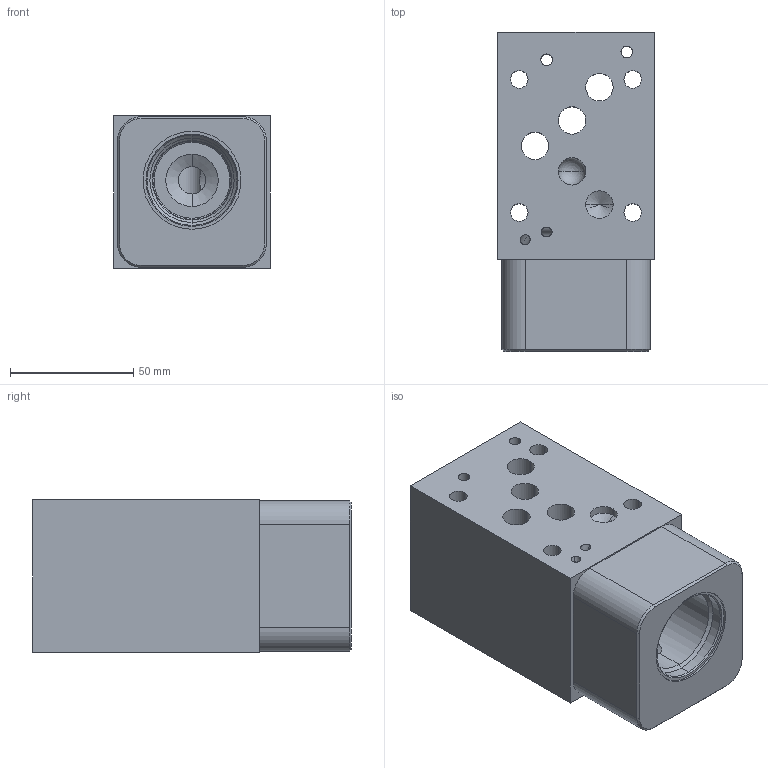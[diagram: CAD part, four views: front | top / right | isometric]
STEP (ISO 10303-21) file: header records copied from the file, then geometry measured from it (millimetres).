
FILE_DESCRIPTION((''),'2;1');
FILE_NAME('DJF_ASM','2019-07-18T',('ProEService'),(''),'PRO/ENGINEER BY PARAMETRIC TECHNOLOGY CORPORATION, 2014200','PRO/ENGINEER BY PARAMETRIC TECHNOLOGY CORPORATION, 2014200','');
FILE_SCHEMA(('CONFIG_CONTROL_DESIGN'));
Length unit declared in the file: inch
Products named in the file (2): 151-634; DJF_ASM
Assembly tree (1 placements, depth 2):
  DJF_ASM
    151-634
Bounding box: 63.5 x 129.39 x 61.93 mm (x, y, z)
Volume: 397823.8 mm3; surface area: 63037.5 mm2
Topology: 1 solids, 1 shells, 105 faces, 513 edges, 517 vertices
Faces by surface type: cylinder 54, cone 27, plane 17, sphere 5, torus 2
Entity records: 5627 total; most frequent: CARTESIAN_POINT 1682, DIRECTION 809, ORIENTED_EDGE 582, VECTOR 329, LINE 329, EDGE_CURVE 291, AXIS2_PLACEMENT_3D 240, TRIMMED_CURVE 216
